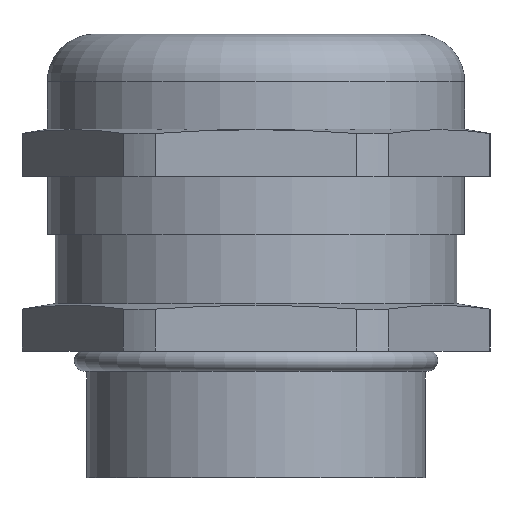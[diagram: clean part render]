
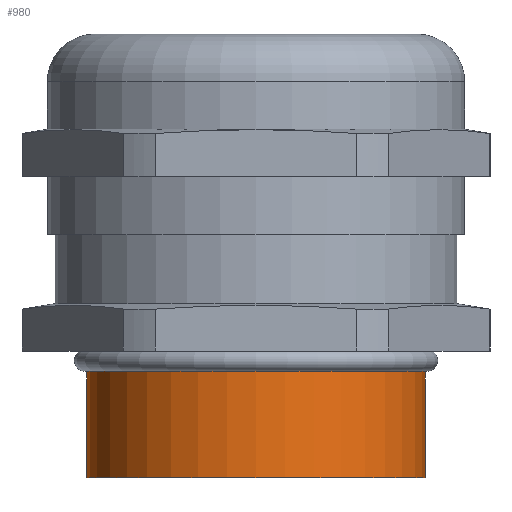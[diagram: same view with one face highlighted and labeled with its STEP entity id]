
A CAD part, front view. The second image highlights one B-rep face of the part: STEP entity #980.
In plain terms, the highlighted cylindrical face has radius 16 mm (diameter 32 mm), a partial arc.
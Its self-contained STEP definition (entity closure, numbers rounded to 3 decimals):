
#133=CARTESIAN_POINT('',(0.,0.,-4.));
#134=DIRECTION('',(0.,0.,1.));
#135=DIRECTION('',(-1.,0.,0.));
#136=AXIS2_PLACEMENT_3D('',#133,#134,#135);
#148=DIRECTION('',(0.,0.,-1.));
#149=VECTOR('',#148,10.12);
#150=CARTESIAN_POINT('',(16.,0.,6.12));
#151=LINE('',#150,#149);
#152=DIRECTION('',(0.,0.,1.));
#153=VECTOR('',#152,10.12);
#154=CARTESIAN_POINT('',(-16.,0.,-4.));
#155=LINE('',#154,#153);
#161=CARTESIAN_POINT('',(0.,0.,6.12));
#162=DIRECTION('',(0.,0.,1.));
#163=DIRECTION('',(-1.,0.,0.));
#164=AXIS2_PLACEMENT_3D('',#161,#162,#163);
#801=CARTESIAN_POINT('',(16.,0.,6.12));
#802=CARTESIAN_POINT('',(-16.,0.,6.12));
#803=VERTEX_POINT('',#801);
#804=VERTEX_POINT('',#802);
#817=CARTESIAN_POINT('',(16.,0.,-4.));
#818=CARTESIAN_POINT('',(-16.,0.,-4.));
#819=VERTEX_POINT('',#817);
#820=VERTEX_POINT('',#818);
#968=CARTESIAN_POINT('',(0.,0.,8.));
#969=DIRECTION('',(0.,0.,-1.));
#970=DIRECTION('',(-1.,0.,0.));
#971=AXIS2_PLACEMENT_3D('',#968,#969,#970);
#972=CYLINDRICAL_SURFACE('',#971,16.);
#973=ORIENTED_EDGE('',*,*,#961,.T.);
#974=ORIENTED_EDGE('',*,*,#944,.F.);
#975=ORIENTED_EDGE('',*,*,#958,.T.);
#977=ORIENTED_EDGE('',*,*,#976,.T.);
#978=EDGE_LOOP('',(#973,#974,#975,#977));
#979=FACE_OUTER_BOUND('',#978,.F.);
#137=CIRCLE('',#136,16.);
#165=CIRCLE('',#164,16.);
#944=EDGE_CURVE('',#820,#819,#137,.T.);
#958=EDGE_CURVE('',#820,#804,#155,.T.);
#961=EDGE_CURVE('',#803,#819,#151,.T.);
#976=EDGE_CURVE('',#804,#803,#165,.T.);
#980=ADVANCED_FACE('',(#979),#972,.T.);
